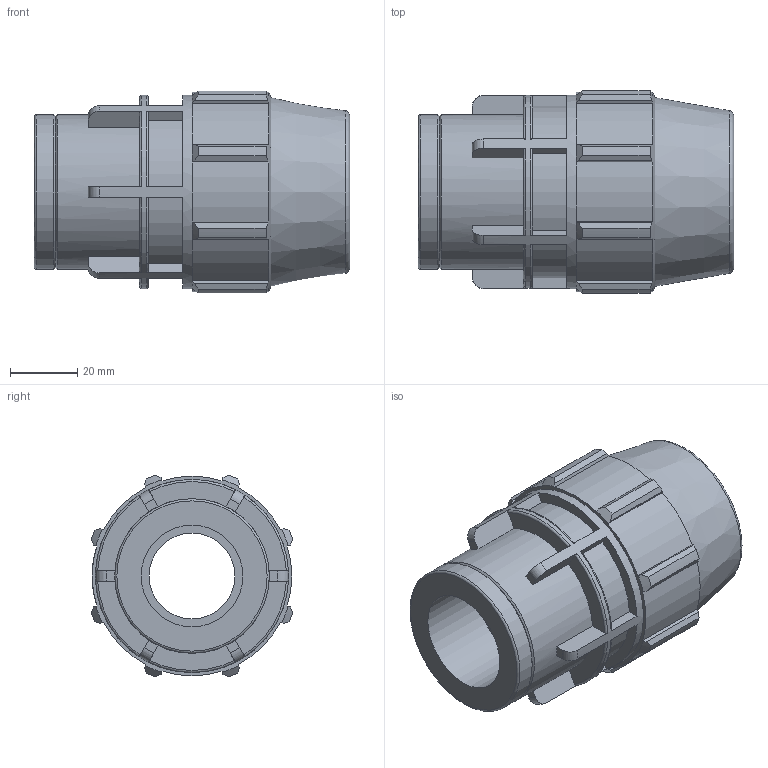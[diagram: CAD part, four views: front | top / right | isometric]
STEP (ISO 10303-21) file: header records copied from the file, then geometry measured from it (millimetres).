
FILE_DESCRIPTION(/* description */ ('PLASSON FEMALE ADAPTOR 32-1"'),/* implementation_level */ '2;1');
FILE_NAME(/* name */ '070300032010_180300032010_0703060320100A.ipt.stp',/* time_stamp */ '2017-06-06T11:03:01+03:00',/* author */ ('KIM'),/* organization */ (''),/* preprocessor_version */ 'ST-DEVELOPER v15.6',/* originating_system */ 'Autodesk Inventor 2015',/* authorisation */ '');
FILE_SCHEMA (('AUTOMOTIVE_DESIGN { 1 0 10303 214 3 1 1 }'));
Length unit declared in the file: millimetre
Products named in the file (1): 070300032010_180300032010_0703060320100A
Bounding box: 94 x 60.22 x 60.22 mm (x, y, z)
Volume: 132587.2 mm3; surface area: 31728.3 mm2
Topology: 1 solids, 1 shells, 148 faces, 401 edges, 265 vertices
Faces by surface type: plane 86, cylinder 28, torus 20, cone 14
Full cylindrical faces by diameter (mm): 25.6 x1, 30.291 x1, 32 x1, 46.08 x2, 57.6 x1
Entity records: 4972 total; most frequent: CARTESIAN_POINT 1183, ORIENTED_EDGE 768, DIRECTION 738, EDGE_CURVE 384, AXIS2_PLACEMENT_3D 273, VERTEX_POINT 262, LINE 192, VECTOR 192
